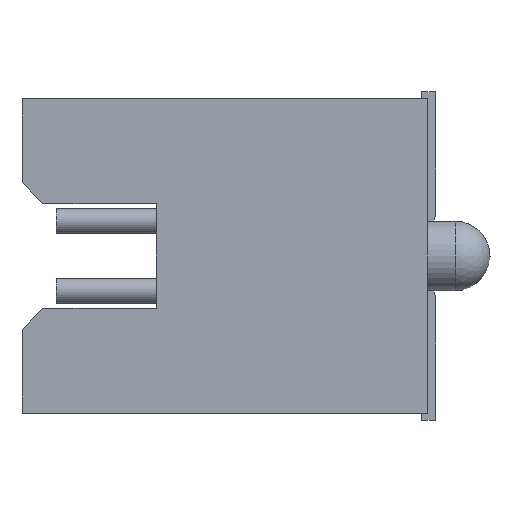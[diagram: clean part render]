
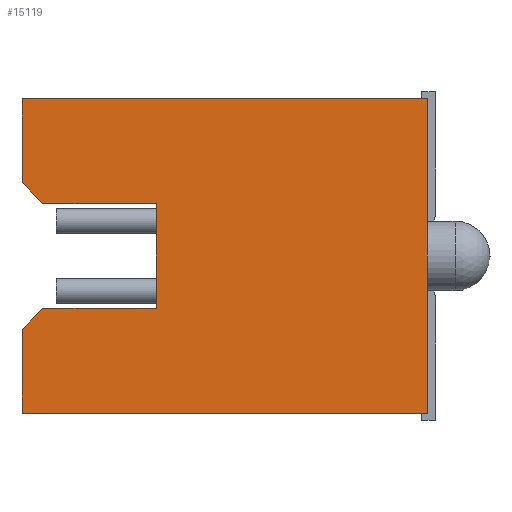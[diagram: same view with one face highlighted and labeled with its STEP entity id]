
A CAD part, left-side view. The second image highlights one B-rep face of the part: STEP entity #15119.
In plain terms, the highlighted planar face has unit normal (-1, 0, 0).
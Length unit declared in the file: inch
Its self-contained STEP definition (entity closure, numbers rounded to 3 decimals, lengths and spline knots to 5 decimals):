
#279=LINE('',#21794,#2020);
#284=LINE('',#21805,#2025);
#286=LINE('',#21809,#2027);
#297=LINE('',#21833,#2038);
#307=LINE('',#21854,#2048);
#310=LINE('',#21860,#2051);
#311=LINE('',#21861,#2052);
#312=LINE('',#21862,#2053);
#313=LINE('',#21863,#2054);
#314=LINE('',#21864,#2055);
#315=LINE('',#21866,#2056);
#2020=VECTOR('',#17357,39.37008);
#2025=VECTOR('',#17364,39.37008);
#2027=VECTOR('',#17368,39.37008);
#2038=VECTOR('',#17381,39.37008);
#2048=VECTOR('',#17393,39.37008);
#2051=VECTOR('',#17398,39.37008);
#2052=VECTOR('',#17399,39.37008);
#2053=VECTOR('',#17400,39.37008);
#2054=VECTOR('',#17401,39.37008);
#2055=VECTOR('',#17402,39.37008);
#2056=VECTOR('',#17403,39.37008);
#3794=ORIENTED_EDGE('',*,*,#8248,.T.);
#3795=ORIENTED_EDGE('',*,*,#8224,.T.);
#3796=ORIENTED_EDGE('',*,*,#8249,.F.);
#3797=ORIENTED_EDGE('',*,*,#8222,.F.);
#3798=ORIENTED_EDGE('',*,*,#8250,.T.);
#3799=ORIENTED_EDGE('',*,*,#8235,.F.);
#3800=ORIENTED_EDGE('',*,*,#8251,.T.);
#3801=ORIENTED_EDGE('',*,*,#8217,.T.);
#3802=ORIENTED_EDGE('',*,*,#8252,.T.);
#3803=ORIENTED_EDGE('',*,*,#8253,.F.);
#3804=ORIENTED_EDGE('',*,*,#8245,.F.);
#8217=EDGE_CURVE('',#10445,#10443,#279,.T.);
#8222=EDGE_CURVE('',#10449,#10450,#284,.T.);
#8224=EDGE_CURVE('',#10451,#10452,#286,.T.);
#8235=EDGE_CURVE('',#10462,#10463,#297,.T.);
#8245=EDGE_CURVE('',#10472,#10473,#307,.T.);
#8248=EDGE_CURVE('',#10472,#10451,#310,.T.);
#8249=EDGE_CURVE('',#10450,#10452,#311,.T.);
#8250=EDGE_CURVE('',#10449,#10463,#312,.T.);
#8251=EDGE_CURVE('',#10462,#10445,#313,.T.);
#8252=EDGE_CURVE('',#10443,#10475,#314,.T.);
#8253=EDGE_CURVE('',#10473,#10475,#315,.T.);
#10443=VERTEX_POINT('',#21792);
#10445=VERTEX_POINT('',#21795);
#10449=VERTEX_POINT('',#21804);
#10450=VERTEX_POINT('',#21806);
#10451=VERTEX_POINT('',#21810);
#10452=VERTEX_POINT('',#21811);
#10462=VERTEX_POINT('',#21832);
#10463=VERTEX_POINT('',#21834);
#10472=VERTEX_POINT('',#21853);
#10473=VERTEX_POINT('',#21855);
#10475=VERTEX_POINT('',#21865);
#12465=EDGE_LOOP('',(#3794,#3795,#3796,#3797,#3798,#3799,#3800,#3801,#3802,
#3803,#3804));
#13485=FACE_BOUND('',#12465,.T.);
#14505=PLANE('',#16005);
#15119=ADVANCED_FACE('',(#13485),#14505,.F.);
#16005=AXIS2_PLACEMENT_3D('',#21859,#17396,#17397);
#17357=DIRECTION('',(0.,0.,1.));
#17364=DIRECTION('',(0.,-1.,0.));
#17368=DIRECTION('',(0.,-1.,0.));
#17381=DIRECTION('',(0.,0.,1.));
#17393=DIRECTION('',(0.,0.,1.));
#17396=DIRECTION('',(1.,0.,0.));
#17397=DIRECTION('',(0.,0.,-1.));
#17398=DIRECTION('',(0.,-0.707,-0.707));
#17399=DIRECTION('',(0.,0.,1.));
#17400=DIRECTION('',(0.,0.707,-0.707));
#17401=DIRECTION('',(0.,-1.,0.));
#17402=DIRECTION('',(0.,0.,1.));
#17403=DIRECTION('',(0.,-1.,0.));
#21792=CARTESIAN_POINT('',(-1.0625,0.,0.));
#21794=CARTESIAN_POINT('',(-1.0625,0.,-0.1125));
#21795=CARTESIAN_POINT('',(-1.0625,0.,-0.1125));
#21804=CARTESIAN_POINT('',(-1.0625,0.275,-0.0375));
#21805=CARTESIAN_POINT('',(-1.0625,0.386,-0.0375));
#21806=CARTESIAN_POINT('',(-1.0625,0.194,-0.0375));
#21809=CARTESIAN_POINT('',(-1.0625,0.386,0.0375));
#21810=CARTESIAN_POINT('',(-1.0625,0.275,0.0375));
#21811=CARTESIAN_POINT('',(-1.0625,0.194,0.0375));
#21832=CARTESIAN_POINT('',(-1.0625,0.29,-0.1125));
#21833=CARTESIAN_POINT('',(-1.0625,0.29,-0.1125));
#21834=CARTESIAN_POINT('',(-1.0625,0.29,-0.0525));
#21853=CARTESIAN_POINT('',(-1.0625,0.29,0.0525));
#21854=CARTESIAN_POINT('',(-1.0625,0.29,-0.1125));
#21855=CARTESIAN_POINT('',(-1.0625,0.29,0.1125));
#21859=CARTESIAN_POINT('',(-1.0625,0.29,-0.1125));
#21860=CARTESIAN_POINT('',(-1.0625,0.29,0.0525));
#21861=CARTESIAN_POINT('',(-1.0625,0.194,-0.0375));
#21862=CARTESIAN_POINT('',(-1.0625,0.275,-0.0375));
#21863=CARTESIAN_POINT('',(-1.0625,0.29,-0.1125));
#21864=CARTESIAN_POINT('',(-1.0625,0.,-0.1125));
#21865=CARTESIAN_POINT('',(-1.0625,0.,0.1125));
#21866=CARTESIAN_POINT('',(-1.0625,0.29,0.1125));
